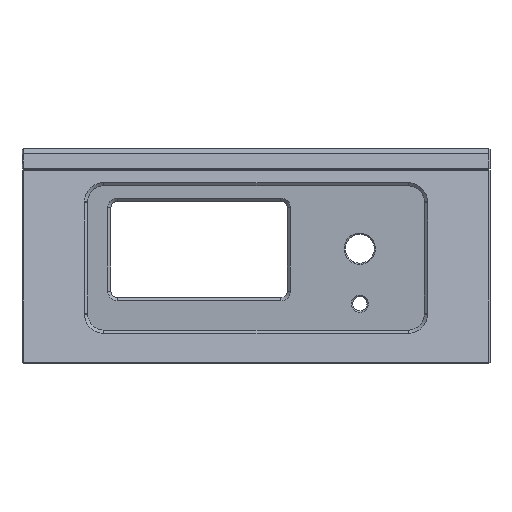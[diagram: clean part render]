
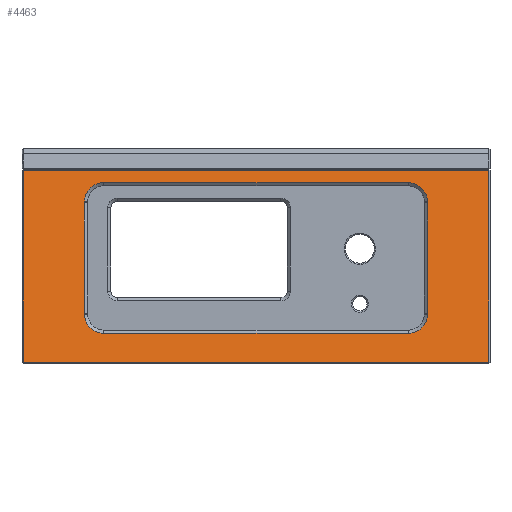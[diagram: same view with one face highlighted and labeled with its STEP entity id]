
A CAD part, front view. The second image highlights one B-rep face of the part: STEP entity #4463.
In plain terms, the highlighted planar face has unit normal (0, -0.984, 0.179).
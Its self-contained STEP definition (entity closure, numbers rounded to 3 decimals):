
#46=FACE_BOUND('',#1717,.T.);
#69=B_SPLINE_CURVE_WITH_KNOTS('',3,(#7171,#7172,#7173,#7174,#7175,#7176),
 .UNSPECIFIED.,.F.,.F.,(4,1,1,4),(-1.571,-0.898,-0.449,
0.),.UNSPECIFIED.);
#70=B_SPLINE_CURVE_WITH_KNOTS('',3,(#7184,#7185,#7186,#7187,#7188,#7189),
 .UNSPECIFIED.,.F.,.F.,(4,1,1,4),(0.,0.439,
0.877,1.535),.UNSPECIFIED.);
#71=B_SPLINE_CURVE_WITH_KNOTS('',3,(#7193,#7194,#7195,#7196,#7197,#7198),
 .UNSPECIFIED.,.F.,.F.,(4,1,1,4),(-1.535,-0.877,
-0.439,0.),.UNSPECIFIED.);
#72=B_SPLINE_CURVE_WITH_KNOTS('',3,(#7206,#7207,#7208,#7209,#7210,#7211),
 .UNSPECIFIED.,.F.,.F.,(4,1,1,4),(0.,0.673,
1.122,1.571),.UNSPECIFIED.);
#355=LINE('',#7043,#835);
#359=LINE('',#7049,#839);
#361=LINE('',#7052,#841);
#409=LINE('',#7168,#889);
#410=LINE('',#7178,#890);
#411=LINE('',#7180,#891);
#412=LINE('',#7191,#892);
#413=LINE('',#7202,#893);
#414=LINE('',#7204,#894);
#415=LINE('',#7212,#895);
#835=VECTOR('',#5630,10.);
#839=VECTOR('',#5636,10.);
#841=VECTOR('',#5640,10.);
#889=VECTOR('',#5732,10.);
#890=VECTOR('',#5733,10.);
#891=VECTOR('',#5734,10.);
#892=VECTOR('',#5737,10.);
#893=VECTOR('',#5740,10.);
#894=VECTOR('',#5741,10.);
#895=VECTOR('',#5742,10.);
#1186=PLANE('',#4815);
#1421=FACE_OUTER_BOUND('',#1716,.T.);
#1716=EDGE_LOOP('',(#3692,#3693,#3694,#3695));
#1717=EDGE_LOOP('',(#3696,#3697,#3698,#3699,#3700,#3701,#3702,#3703,#3704,
#3705,#3706,#3707));
#1919=CIRCLE('',#4816,6.165);
#1920=CIRCLE('',#4817,6.165);
#2179=VERTEX_POINT('',#7016);
#2183=VERTEX_POINT('',#7025);
#2185=VERTEX_POINT('',#7030);
#2189=VERTEX_POINT('',#7042);
#2220=VERTEX_POINT('',#7169);
#2221=VERTEX_POINT('',#7170);
#2222=VERTEX_POINT('',#7177);
#2223=VERTEX_POINT('',#7179);
#2224=VERTEX_POINT('',#7181);
#2225=VERTEX_POINT('',#7183);
#2226=VERTEX_POINT('',#7190);
#2227=VERTEX_POINT('',#7192);
#2228=VERTEX_POINT('',#7199);
#2229=VERTEX_POINT('',#7201);
#2230=VERTEX_POINT('',#7203);
#2231=VERTEX_POINT('',#7205);
#2678=EDGE_CURVE('',#2189,#2185,#355,.T.);
#2682=EDGE_CURVE('',#2185,#2183,#359,.T.);
#2684=EDGE_CURVE('',#2183,#2179,#361,.T.);
#2741=EDGE_CURVE('',#2179,#2189,#409,.T.);
#2742=EDGE_CURVE('',#2220,#2221,#69,.T.);
#2743=EDGE_CURVE('',#2222,#2220,#410,.T.);
#2744=EDGE_CURVE('',#2223,#2222,#411,.T.);
#2745=EDGE_CURVE('',#2224,#2223,#1919,.T.);
#2746=EDGE_CURVE('',#2225,#2224,#70,.T.);
#2747=EDGE_CURVE('',#2226,#2225,#412,.T.);
#2748=EDGE_CURVE('',#2227,#2226,#71,.T.);
#2749=EDGE_CURVE('',#2228,#2227,#1920,.T.);
#2750=EDGE_CURVE('',#2229,#2228,#413,.T.);
#2751=EDGE_CURVE('',#2230,#2229,#414,.T.);
#2752=EDGE_CURVE('',#2231,#2230,#72,.T.);
#2753=EDGE_CURVE('',#2221,#2231,#415,.T.);
#3692=ORIENTED_EDGE('',*,*,#2684,.F.);
#3693=ORIENTED_EDGE('',*,*,#2682,.F.);
#3694=ORIENTED_EDGE('',*,*,#2678,.F.);
#3695=ORIENTED_EDGE('',*,*,#2741,.F.);
#3696=ORIENTED_EDGE('',*,*,#2742,.F.);
#3697=ORIENTED_EDGE('',*,*,#2743,.F.);
#3698=ORIENTED_EDGE('',*,*,#2744,.F.);
#3699=ORIENTED_EDGE('',*,*,#2745,.F.);
#3700=ORIENTED_EDGE('',*,*,#2746,.F.);
#3701=ORIENTED_EDGE('',*,*,#2747,.F.);
#3702=ORIENTED_EDGE('',*,*,#2748,.F.);
#3703=ORIENTED_EDGE('',*,*,#2749,.F.);
#3704=ORIENTED_EDGE('',*,*,#2750,.F.);
#3705=ORIENTED_EDGE('',*,*,#2751,.F.);
#3706=ORIENTED_EDGE('',*,*,#2752,.F.);
#3707=ORIENTED_EDGE('',*,*,#2753,.F.);
#4463=ADVANCED_FACE('',(#1421,#46),#1186,.F.);
#4815=AXIS2_PLACEMENT_3D('',#7167,#5730,#5731);
#4816=AXIS2_PLACEMENT_3D('',#7182,#5735,#5736);
#4817=AXIS2_PLACEMENT_3D('',#7200,#5738,#5739);
#5630=DIRECTION('',(0.,0.179,0.984));
#5636=DIRECTION('',(1.,0.,0.));
#5640=DIRECTION('',(0.,-0.179,-0.984));
#5730=DIRECTION('center_axis',(0.,0.984,-0.179));
#5731=DIRECTION('ref_axis',(0.,0.179,0.984));
#5732=DIRECTION('',(-1.,0.,0.));
#5733=DIRECTION('',(0.,-0.179,-0.984));
#5734=DIRECTION('',(0.,-0.179,-0.984));
#5735=DIRECTION('center_axis',(0.,-0.984,
0.179));
#5736=DIRECTION('ref_axis',(-1.,0.,0.));
#5737=DIRECTION('',(-1.,0.,0.));
#5738=DIRECTION('center_axis',(0.,-0.984,
0.179));
#5739=DIRECTION('ref_axis',(0.999,0.006,0.035));
#5740=DIRECTION('',(0.,0.179,0.984));
#5741=DIRECTION('',(0.,0.179,0.984));
#5742=DIRECTION('',(1.,0.,0.));
#7016=CARTESIAN_POINT('',(-0.567,-0.001,-7.183));
#7025=CARTESIAN_POINT('',(-0.567,10.856,52.53));
#7030=CARTESIAN_POINT('',(-145.739,10.856,52.53));
#7042=CARTESIAN_POINT('',(-145.739,-0.001,-7.183));
#7043=CARTESIAN_POINT('',(-145.739,4.903,19.786));
#7049=CARTESIAN_POINT('',(-219.194,10.856,52.53));
#7052=CARTESIAN_POINT('',(-0.567,0.653,-3.59));
#7167=CARTESIAN_POINT('Origin',(-365.235,0.11,-6.576));
#7168=CARTESIAN_POINT('',(-219.194,-0.001,-7.183));
#7169=CARTESIAN_POINT('',(-126.653,2.723,7.799));
#7170=CARTESIAN_POINT('',(-120.653,1.635,1.816));
#7171=CARTESIAN_POINT('Ctrl Pts',(-126.653,2.723,7.799));
#7172=CARTESIAN_POINT('Ctrl Pts',(-126.653,2.48,6.46));
#7173=CARTESIAN_POINT('Ctrl Pts',(-125.872,2.075,4.235));
#7174=CARTESIAN_POINT('Ctrl Pts',(-123.35,1.71,2.228));
#7175=CARTESIAN_POINT('Ctrl Pts',(-121.553,1.635,1.816));
#7176=CARTESIAN_POINT('Ctrl Pts',(-120.653,1.635,1.816));
#7177=CARTESIAN_POINT('',(-126.653,2.756,7.978));
#7178=CARTESIAN_POINT('',(-126.653,2.756,7.978));
#7179=CARTESIAN_POINT('',(-126.653,9.087,42.799));
#7180=CARTESIAN_POINT('',(-126.653,0.933,-2.048));
#7181=CARTESIAN_POINT('',(-126.649,9.126,43.013));
#7182=CARTESIAN_POINT('Origin',(-120.488,9.087,42.799));
#7183=CARTESIAN_POINT('',(-120.653,10.175,48.783));
#7184=CARTESIAN_POINT('Ctrl Pts',(-120.653,10.175,48.783));
#7185=CARTESIAN_POINT('Ctrl Pts',(-121.533,10.175,48.783));
#7186=CARTESIAN_POINT('Ctrl Pts',(-123.289,10.104,48.39));
#7187=CARTESIAN_POINT('Ctrl Pts',(-125.78,9.754,46.468));
#7188=CARTESIAN_POINT('Ctrl Pts',(-126.603,9.364,44.321));
#7189=CARTESIAN_POINT('Ctrl Pts',(-126.649,9.126,43.013));
#7190=CARTESIAN_POINT('',(-25.653,10.175,48.783));
#7191=CARTESIAN_POINT('',(-245.444,10.175,48.783));
#7192=CARTESIAN_POINT('',(-19.657,9.126,43.013));
#7193=CARTESIAN_POINT('Ctrl Pts',(-19.657,9.126,43.013));
#7194=CARTESIAN_POINT('Ctrl Pts',(-19.704,9.364,44.321));
#7195=CARTESIAN_POINT('Ctrl Pts',(-20.526,9.754,46.468));
#7196=CARTESIAN_POINT('Ctrl Pts',(-23.017,10.104,48.39));
#7197=CARTESIAN_POINT('Ctrl Pts',(-24.774,10.175,48.783));
#7198=CARTESIAN_POINT('Ctrl Pts',(-25.653,10.175,48.783));
#7199=CARTESIAN_POINT('',(-19.653,9.087,42.799));
#7200=CARTESIAN_POINT('Origin',(-25.819,9.087,42.799));
#7201=CARTESIAN_POINT('',(-19.653,2.756,7.978));
#7202=CARTESIAN_POINT('',(-19.653,4.893,19.732));
#7203=CARTESIAN_POINT('',(-19.653,2.723,7.799));
#7204=CARTESIAN_POINT('',(-19.653,2.723,7.799));
#7205=CARTESIAN_POINT('',(-25.653,1.635,1.816));
#7206=CARTESIAN_POINT('Ctrl Pts',(-25.653,1.635,1.816));
#7207=CARTESIAN_POINT('Ctrl Pts',(-24.303,1.635,1.816));
#7208=CARTESIAN_POINT('Ctrl Pts',(-22.062,1.779,2.605));
#7209=CARTESIAN_POINT('Ctrl Pts',(-20.061,2.237,5.124));
#7210=CARTESIAN_POINT('Ctrl Pts',(-19.653,2.561,6.907));
#7211=CARTESIAN_POINT('Ctrl Pts',(-19.653,2.723,7.799));
#7212=CARTESIAN_POINT('',(-192.944,1.635,1.816));
